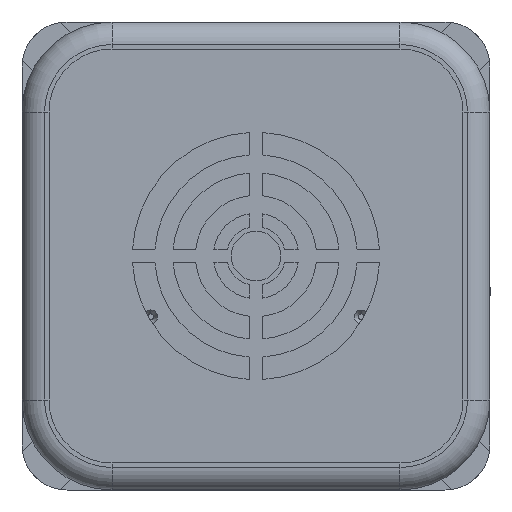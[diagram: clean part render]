
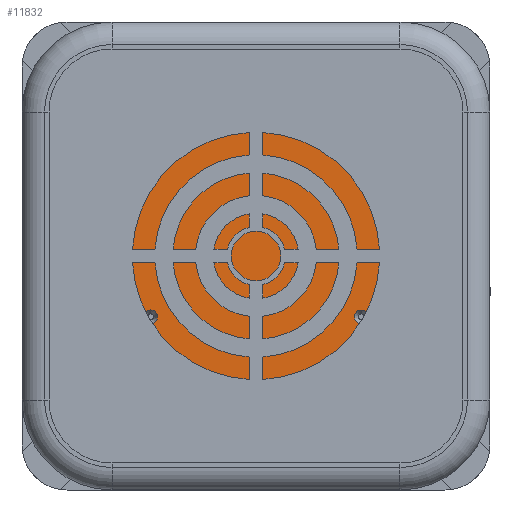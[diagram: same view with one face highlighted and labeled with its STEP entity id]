
A CAD part, front view. The second image highlights one B-rep face of the part: STEP entity #11832.
In plain terms, the highlighted planar face has unit normal (0, -1, 0).
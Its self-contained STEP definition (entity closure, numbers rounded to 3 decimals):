
#383 = VERTEX_POINT ( 'NONE', #2722 ) ;
#485 = CIRCLE ( 'NONE', #10022, 1.5 ) ;
#591 = DIRECTION ( 'NONE',  ( 0., 0., -1. ) ) ;
#686 = VERTEX_POINT ( 'NONE', #1114 ) ;
#820 = VERTEX_POINT ( 'NONE', #2287 ) ;
#956 = DIRECTION ( 'NONE',  ( 0., -1., 0. ) ) ;
#1114 = CARTESIAN_POINT ( 'NONE',  ( 27., -137.8, 1.5 ) ) ;
#1307 = CARTESIAN_POINT ( 'NONE',  ( -23.383, -137.8, -15. ) ) ;
#1410 = ORIENTED_EDGE ( 'NONE', *, *, #16342, .F. ) ;
#1468 = EDGE_CURVE ( 'NONE', #8084, #16548, #10992, .T. ) ;
#1720 = DIRECTION ( 'NONE',  ( 0., -1., 0. ) ) ;
#1755 = FACE_BOUND ( 'NONE', #2569, .T. ) ;
#1931 = DIRECTION ( 'NONE',  ( 0., -1., 0. ) ) ;
#1935 = CARTESIAN_POINT ( 'NONE',  ( -23.383, -137.8, -12. ) ) ;
#1954 = ORIENTED_EDGE ( 'NONE', *, *, #6426, .F. ) ;
#1987 = CARTESIAN_POINT ( 'NONE',  ( -23.383, -137.8, -13.5 ) ) ;
#2003 = EDGE_CURVE ( 'NONE', #9837, #686, #11793, .T. ) ;
#2107 = ORIENTED_EDGE ( 'NONE', *, *, #11652, .F. ) ;
#2155 = EDGE_LOOP ( 'NONE', ( #11249, #2684 ) ) ;
#2190 = EDGE_LOOP ( 'NONE', ( #6783, #4310 ) ) ;
#2287 = CARTESIAN_POINT ( 'NONE',  ( 0., -137.8, 25.5 ) ) ;
#2468 = CARTESIAN_POINT ( 'NONE',  ( 23.383, -137.8, -13.5 ) ) ;
#2523 = CARTESIAN_POINT ( 'NONE',  ( 0., -137.8, 27. ) ) ;
#2569 = EDGE_LOOP ( 'NONE', ( #9235, #1954 ) ) ;
#2616 = VERTEX_POINT ( 'NONE', #16706 ) ;
#2665 = ORIENTED_EDGE ( 'NONE', *, *, #6915, .F. ) ;
#2684 = ORIENTED_EDGE ( 'NONE', *, *, #11938, .F. ) ;
#2722 = CARTESIAN_POINT ( 'NONE',  ( -27., -137.8, -1.5 ) ) ;
#2824 = CARTESIAN_POINT ( 'NONE',  ( -27., -137.8, 0. ) ) ;
#3418 = VERTEX_POINT ( 'NONE', #13209 ) ;
#3469 = CARTESIAN_POINT ( 'NONE',  ( 0., -137.8, 0. ) ) ;
#3547 = AXIS2_PLACEMENT_3D ( 'NONE', #4328, #13524, #5656 ) ;
#3603 = CIRCLE ( 'NONE', #3547, 1.5 ) ;
#3788 = DIRECTION ( 'NONE',  ( 0., 0., -1. ) ) ;
#3863 = DIRECTION ( 'NONE',  ( 0., 0., -1. ) ) ;
#3889 = CARTESIAN_POINT ( 'NONE',  ( 23.383, -137.8, -12. ) ) ;
#4157 = DIRECTION ( 'NONE',  ( 0., 0., -1. ) ) ;
#4192 = EDGE_LOOP ( 'NONE', ( #16890, #2665 ) ) ;
#4300 = EDGE_CURVE ( 'NONE', #820, #16513, #13564, .T. ) ;
#4310 = ORIENTED_EDGE ( 'NONE', *, *, #10778, .T. ) ;
#4328 = CARTESIAN_POINT ( 'NONE',  ( -23.383, -137.8, -13.5 ) ) ;
#4768 = AXIS2_PLACEMENT_3D ( 'NONE', #13560, #5698, #14858 ) ;
#4817 = DIRECTION ( 'NONE',  ( 0., 0., -1. ) ) ;
#5098 = AXIS2_PLACEMENT_3D ( 'NONE', #8926, #956, #10243 ) ;
#5158 = AXIS2_PLACEMENT_3D ( 'NONE', #1987, #1931, #591 ) ;
#5283 = FACE_BOUND ( 'NONE', #14287, .T. ) ;
#5475 = DIRECTION ( 'NONE',  ( 0., -1., 0. ) ) ;
#5656 = DIRECTION ( 'NONE',  ( 0., 0., -1. ) ) ;
#5698 = DIRECTION ( 'NONE',  ( 0., -1., 0. ) ) ;
#5710 = VERTEX_POINT ( 'NONE', #9555 ) ;
#6138 = CIRCLE ( 'NONE', #11580, 31. ) ;
#6183 = DIRECTION ( 'NONE',  ( 0., -1., 0. ) ) ;
#6256 = CIRCLE ( 'NONE', #13809, 1.5 ) ;
#6324 = CIRCLE ( 'NONE', #5098, 1.5 ) ;
#6343 = CIRCLE ( 'NONE', #13987, 1.5 ) ;
#6426 = EDGE_CURVE ( 'NONE', #16548, #8084, #3603, .T. ) ;
#6654 = CARTESIAN_POINT ( 'NONE',  ( 0., -137.8, 0. ) ) ;
#6783 = ORIENTED_EDGE ( 'NONE', *, *, #15917, .T. ) ;
#6915 = EDGE_CURVE ( 'NONE', #8507, #14515, #485, .T. ) ;
#7372 = ORIENTED_EDGE ( 'NONE', *, *, #2003, .F. ) ;
#7970 = CARTESIAN_POINT ( 'NONE',  ( 23.383, -137.8, -15. ) ) ;
#7992 = DIRECTION ( 'NONE',  ( 0., 0., -1. ) ) ;
#8084 = VERTEX_POINT ( 'NONE', #1307 ) ;
#8410 = FACE_OUTER_BOUND ( 'NONE', #2190, .T. ) ;
#8507 = VERTEX_POINT ( 'NONE', #3889 ) ;
#8589 = CIRCLE ( 'NONE', #16147, 31. ) ;
#8614 = CARTESIAN_POINT ( 'NONE',  ( 27., -137.8, -1.5 ) ) ;
#8926 = CARTESIAN_POINT ( 'NONE',  ( 23.383, -137.8, -13.5 ) ) ;
#9235 = ORIENTED_EDGE ( 'NONE', *, *, #1468, .F. ) ;
#9555 = CARTESIAN_POINT ( 'NONE',  ( 0., -137.8, -31. ) ) ;
#9651 = CARTESIAN_POINT ( 'NONE',  ( -27., -137.8, 0. ) ) ;
#9837 = VERTEX_POINT ( 'NONE', #8614 ) ;
#10022 = AXIS2_PLACEMENT_3D ( 'NONE', #2468, #11712, #3788 ) ;
#10072 = EDGE_LOOP ( 'NONE', ( #7372, #1410 ) ) ;
#10243 = DIRECTION ( 'NONE',  ( 0., 0., -1. ) ) ;
#10301 = AXIS2_PLACEMENT_3D ( 'NONE', #2824, #12057, #4157 ) ;
#10716 = AXIS2_PLACEMENT_3D ( 'NONE', #16199, #16153, #16089 ) ;
#10778 = EDGE_CURVE ( 'NONE', #3418, #5710, #6138, .T. ) ;
#10842 = AXIS2_PLACEMENT_3D ( 'NONE', #11435, #6183, #15325 ) ;
#10884 = CIRCLE ( 'NONE', #10301, 1.5 ) ;
#10977 = DIRECTION ( 'NONE',  ( 0., 0., -1. ) ) ;
#10992 = CIRCLE ( 'NONE', #5158, 1.5 ) ;
#11249 = ORIENTED_EDGE ( 'NONE', *, *, #4300, .F. ) ;
#11435 = CARTESIAN_POINT ( 'NONE',  ( 0., -137.8, 0. ) ) ;
#11580 = AXIS2_PLACEMENT_3D ( 'NONE', #3469, #12672, #4817 ) ;
#11652 = EDGE_CURVE ( 'NONE', #2616, #383, #10884, .T. ) ;
#11712 = DIRECTION ( 'NONE',  ( 0., -1., 0. ) ) ;
#11783 = DIRECTION ( 'NONE',  ( 0., -1., 0. ) ) ;
#11793 = CIRCLE ( 'NONE', #10716, 1.5 ) ;
#11832 = ADVANCED_FACE ( 'NONE', ( #1755, #15697, #15310, #5283, #11879, #8410 ), #15273, .T. ) ;
#11879 = FACE_BOUND ( 'NONE', #10072, .T. ) ;
#11938 = EDGE_CURVE ( 'NONE', #16513, #820, #13696, .T. ) ;
#12057 = DIRECTION ( 'NONE',  ( 0., -1., 0. ) ) ;
#12151 = EDGE_CURVE ( 'NONE', #383, #2616, #6343, .T. ) ;
#12663 = EDGE_CURVE ( 'NONE', #14515, #8507, #6324, .T. ) ;
#12672 = DIRECTION ( 'NONE',  ( 0., -1., 0. ) ) ;
#13209 = CARTESIAN_POINT ( 'NONE',  ( 0., -137.8, 31. ) ) ;
#13343 = CARTESIAN_POINT ( 'NONE',  ( 27., -137.8, 0. ) ) ;
#13524 = DIRECTION ( 'NONE',  ( 0., -1., 0. ) ) ;
#13560 = CARTESIAN_POINT ( 'NONE',  ( 0., -137.8, 27. ) ) ;
#13564 = CIRCLE ( 'NONE', #4768, 1.5 ) ;
#13668 = CARTESIAN_POINT ( 'NONE',  ( 0., -137.8, 28.5 ) ) ;
#13696 = CIRCLE ( 'NONE', #14324, 1.5 ) ;
#13809 = AXIS2_PLACEMENT_3D ( 'NONE', #13343, #5475, #14648 ) ;
#13987 = AXIS2_PLACEMENT_3D ( 'NONE', #9651, #1720, #10977 ) ;
#14287 = EDGE_LOOP ( 'NONE', ( #14531, #2107 ) ) ;
#14324 = AXIS2_PLACEMENT_3D ( 'NONE', #2523, #11783, #3863 ) ;
#14515 = VERTEX_POINT ( 'NONE', #7970 ) ;
#14531 = ORIENTED_EDGE ( 'NONE', *, *, #12151, .F. ) ;
#14648 = DIRECTION ( 'NONE',  ( 0., 0., -1. ) ) ;
#14858 = DIRECTION ( 'NONE',  ( 0., 0., -1. ) ) ;
#15273 = PLANE ( 'NONE',  #10842 ) ;
#15310 = FACE_BOUND ( 'NONE', #2155, .T. ) ;
#15325 = DIRECTION ( 'NONE',  ( 0., 0., -1. ) ) ;
#15697 = FACE_BOUND ( 'NONE', #4192, .T. ) ;
#15749 = DIRECTION ( 'NONE',  ( 0., -1., 0. ) ) ;
#15917 = EDGE_CURVE ( 'NONE', #5710, #3418, #8589, .T. ) ;
#16089 = DIRECTION ( 'NONE',  ( 0., 0., -1. ) ) ;
#16147 = AXIS2_PLACEMENT_3D ( 'NONE', #6654, #15749, #7992 ) ;
#16153 = DIRECTION ( 'NONE',  ( 0., -1., 0. ) ) ;
#16199 = CARTESIAN_POINT ( 'NONE',  ( 27., -137.8, 0. ) ) ;
#16342 = EDGE_CURVE ( 'NONE', #686, #9837, #6256, .T. ) ;
#16513 = VERTEX_POINT ( 'NONE', #13668 ) ;
#16548 = VERTEX_POINT ( 'NONE', #1935 ) ;
#16706 = CARTESIAN_POINT ( 'NONE',  ( -27., -137.8, 1.5 ) ) ;
#16890 = ORIENTED_EDGE ( 'NONE', *, *, #12663, .F. ) ;
